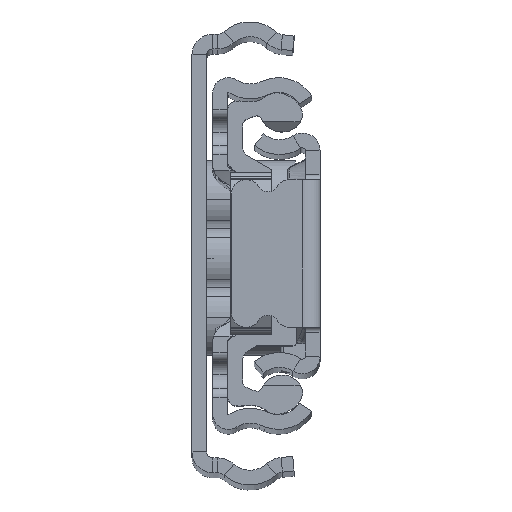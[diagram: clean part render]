
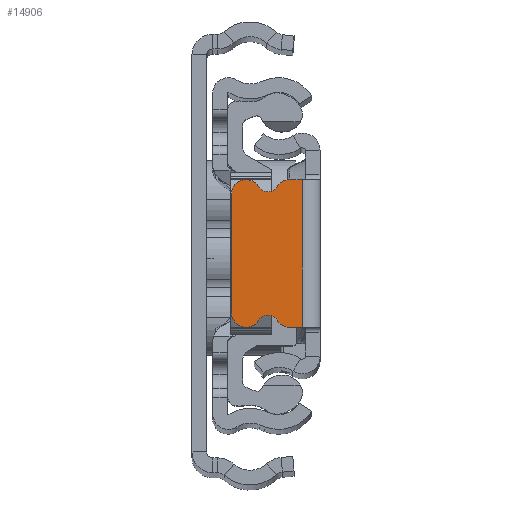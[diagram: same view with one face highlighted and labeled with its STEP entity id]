
A CAD part, top view. The second image highlights one B-rep face of the part: STEP entity #14906.
In plain terms, the highlighted planar face has unit normal (0, 0, 1).
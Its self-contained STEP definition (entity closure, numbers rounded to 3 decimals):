
#130 = DIRECTION ( 'NONE',  ( 0., 0., 1. ) ) ;
#578 = EDGE_CURVE ( 'NONE', #8898, #16437, #11408, .T. ) ;
#657 = CARTESIAN_POINT ( 'NONE',  ( -1.8, -10.425, 0. ) ) ;
#1127 = VERTEX_POINT ( 'NONE', #10009 ) ;
#1136 = EDGE_CURVE ( 'NONE', #8049, #8898, #8499, .T. ) ;
#1349 = CIRCLE ( 'NONE', #5585, 1.5 ) ;
#1632 = EDGE_CURVE ( 'NONE', #10968, #1127, #9240, .T. ) ;
#1637 = CARTESIAN_POINT ( 'NONE',  ( 293.5, -10.425, 0. ) ) ;
#1983 = ORIENTED_EDGE ( 'NONE', *, *, #17765, .T. ) ;
#2112 = VERTEX_POINT ( 'NONE', #13068 ) ;
#2216 = CIRCLE ( 'NONE', #17850, 1.5 ) ;
#2774 = EDGE_CURVE ( 'NONE', #7339, #8620, #2216, .T. ) ;
#3478 = DIRECTION ( 'NONE',  ( 0., 0., 1. ) ) ;
#3490 = VERTEX_POINT ( 'NONE', #16339 ) ;
#3497 = DIRECTION ( 'NONE',  ( 0., 0., 1. ) ) ;
#3574 = CARTESIAN_POINT ( 'NONE',  ( -7.5, 6., 0. ) ) ;
#3710 = CARTESIAN_POINT ( 'NONE',  ( -7.5, -6., 0. ) ) ;
#4240 = ORIENTED_EDGE ( 'NONE', *, *, #578, .T. ) ;
#4254 = CARTESIAN_POINT ( 'NONE',  ( -7.5, -6., 0. ) ) ;
#4376 = DIRECTION ( 'NONE',  ( 0., 0., 1. ) ) ;
#4469 = DIRECTION ( 'NONE',  ( -1., 0., 0. ) ) ;
#4496 = EDGE_CURVE ( 'NONE', #11557, #8049, #4619, .T. ) ;
#4619 = CIRCLE ( 'NONE', #14061, 1.1 ) ;
#5065 = ORIENTED_EDGE ( 'NONE', *, *, #15532, .T. ) ;
#5585 = AXIS2_PLACEMENT_3D ( 'NONE', #14917, #17779, #8789 ) ;
#5686 = ORIENTED_EDGE ( 'NONE', *, *, #1136, .T. ) ;
#5927 = AXIS2_PLACEMENT_3D ( 'NONE', #1637, #130, #18558 ) ;
#6170 = CARTESIAN_POINT ( 'NONE',  ( -5.29, 6.27, 0. ) ) ;
#6447 = CARTESIAN_POINT ( 'NONE',  ( -7.5, -7.5, 0. ) ) ;
#6531 = ORIENTED_EDGE ( 'NONE', *, *, #16259, .T. ) ;
#6832 = AXIS2_PLACEMENT_3D ( 'NONE', #9715, #14601, #6862 ) ;
#6862 = DIRECTION ( 'NONE',  ( 0., 1., 0. ) ) ;
#6886 = VECTOR ( 'NONE', #19316, 1000. ) ;
#7339 = VERTEX_POINT ( 'NONE', #6447 ) ;
#7599 = CARTESIAN_POINT ( 'NONE',  ( -1.8, 7.5, 0. ) ) ;
#7918 = EDGE_LOOP ( 'NONE', ( #10970, #5065, #1983, #12860, #5686, #4240, #6531, #19070, #9112, #8042, #11187, #15584 ) ) ;
#8042 = ORIENTED_EDGE ( 'NONE', *, *, #11684, .T. ) ;
#8049 = VERTEX_POINT ( 'NONE', #6170 ) ;
#8499 = CIRCLE ( 'NONE', #17958, 1.1 ) ;
#8620 = VERTEX_POINT ( 'NONE', #9870 ) ;
#8666 = CARTESIAN_POINT ( 'NONE',  ( -3.08, -7.5, 0. ) ) ;
#8789 = DIRECTION ( 'NONE',  ( 0., 1., 0. ) ) ;
#8898 = VERTEX_POINT ( 'NONE', #14016 ) ;
#9112 = ORIENTED_EDGE ( 'NONE', *, *, #2774, .T. ) ;
#9130 = DIRECTION ( 'NONE',  ( 1., 0., 0. ) ) ;
#9240 = LINE ( 'NONE', #18915, #17496 ) ;
#9715 = CARTESIAN_POINT ( 'NONE',  ( -3.08, -6., 0. ) ) ;
#9808 = DIRECTION ( 'NONE',  ( 0., 1., 0. ) ) ;
#9870 = CARTESIAN_POINT ( 'NONE',  ( -6.225, -6.79, 0. ) ) ;
#10009 = CARTESIAN_POINT ( 'NONE',  ( -1.8, -7.5, 0. ) ) ;
#10509 = EDGE_CURVE ( 'NONE', #3490, #10968, #14632, .T. ) ;
#10882 = CARTESIAN_POINT ( 'NONE',  ( -5.29, 7.37, 0. ) ) ;
#10968 = VERTEX_POINT ( 'NONE', #8666 ) ;
#10970 = ORIENTED_EDGE ( 'NONE', *, *, #17790, .F. ) ;
#11123 = AXIS2_PLACEMENT_3D ( 'NONE', #3710, #3497, #13088 ) ;
#11187 = ORIENTED_EDGE ( 'NONE', *, *, #10509, .T. ) ;
#11408 = CIRCLE ( 'NONE', #13362, 1.5 ) ;
#11540 = DIRECTION ( 'NONE',  ( 0., 0., -1. ) ) ;
#11557 = VERTEX_POINT ( 'NONE', #19599 ) ;
#11574 = CARTESIAN_POINT ( 'NONE',  ( -9., 6., 0. ) ) ;
#11684 = EDGE_CURVE ( 'NONE', #8620, #3490, #13072, .T. ) ;
#12064 = CARTESIAN_POINT ( 'NONE',  ( -9., 6., 0. ) ) ;
#12337 = PLANE ( 'NONE',  #5927 ) ;
#12860 = ORIENTED_EDGE ( 'NONE', *, *, #4496, .T. ) ;
#12983 = VERTEX_POINT ( 'NONE', #7599 ) ;
#13068 = CARTESIAN_POINT ( 'NONE',  ( -9., -6., 0. ) ) ;
#13072 = CIRCLE ( 'NONE', #16342, 1.1 ) ;
#13088 = DIRECTION ( 'NONE',  ( 0., 1., 0. ) ) ;
#13362 = AXIS2_PLACEMENT_3D ( 'NONE', #3574, #3478, #9808 ) ;
#14016 = CARTESIAN_POINT ( 'NONE',  ( -6.225, 6.79, 0. ) ) ;
#14051 = DIRECTION ( 'NONE',  ( 0., 1., 0. ) ) ;
#14061 = AXIS2_PLACEMENT_3D ( 'NONE', #10882, #16801, #17101 ) ;
#14288 = EDGE_CURVE ( 'NONE', #2112, #7339, #16006, .T. ) ;
#14601 = DIRECTION ( 'NONE',  ( 0., 0., 1. ) ) ;
#14610 = LINE ( 'NONE', #657, #6886 ) ;
#14632 = CIRCLE ( 'NONE', #6832, 1.5 ) ;
#14906 = ADVANCED_FACE ( 'NONE', ( #15595 ), #12337, .T. ) ;
#14917 = CARTESIAN_POINT ( 'NONE',  ( -3.08, 6., 0. ) ) ;
#15493 = LINE ( 'NONE', #18846, #17368 ) ;
#15513 = DIRECTION ( 'NONE',  ( 0., 0., -1. ) ) ;
#15532 = EDGE_CURVE ( 'NONE', #12983, #16904, #15493, .T. ) ;
#15584 = ORIENTED_EDGE ( 'NONE', *, *, #1632, .T. ) ;
#15595 = FACE_OUTER_BOUND ( 'NONE', #7918, .T. ) ;
#16006 = CIRCLE ( 'NONE', #11123, 1.5 ) ;
#16200 = CARTESIAN_POINT ( 'NONE',  ( -3.08, 7.5, 0. ) ) ;
#16233 = CARTESIAN_POINT ( 'NONE',  ( -5.29, 7.37, 0. ) ) ;
#16259 = EDGE_CURVE ( 'NONE', #16437, #2112, #16475, .T. ) ;
#16339 = CARTESIAN_POINT ( 'NONE',  ( -4.355, -6.79, 0. ) ) ;
#16342 = AXIS2_PLACEMENT_3D ( 'NONE', #20088, #15513, #18569 ) ;
#16437 = VERTEX_POINT ( 'NONE', #12064 ) ;
#16445 = DIRECTION ( 'NONE',  ( 0., 1., 0. ) ) ;
#16475 = LINE ( 'NONE', #11574, #17337 ) ;
#16801 = DIRECTION ( 'NONE',  ( 0., 0., -1. ) ) ;
#16904 = VERTEX_POINT ( 'NONE', #16200 ) ;
#17101 = DIRECTION ( 'NONE',  ( 0., 1., 0. ) ) ;
#17337 = VECTOR ( 'NONE', #18195, 1000. ) ;
#17368 = VECTOR ( 'NONE', #4469, 1000. ) ;
#17496 = VECTOR ( 'NONE', #9130, 1000. ) ;
#17765 = EDGE_CURVE ( 'NONE', #16904, #11557, #1349, .T. ) ;
#17779 = DIRECTION ( 'NONE',  ( 0., 0., 1. ) ) ;
#17790 = EDGE_CURVE ( 'NONE', #12983, #1127, #14610, .T. ) ;
#17850 = AXIS2_PLACEMENT_3D ( 'NONE', #4254, #4376, #14051 ) ;
#17958 = AXIS2_PLACEMENT_3D ( 'NONE', #16233, #11540, #16445 ) ;
#18195 = DIRECTION ( 'NONE',  ( 0., -1., 0. ) ) ;
#18558 = DIRECTION ( 'NONE',  ( 0., 1., 0. ) ) ;
#18569 = DIRECTION ( 'NONE',  ( 0., 1., 0. ) ) ;
#18846 = CARTESIAN_POINT ( 'NONE',  ( 0.7, 7.5, 0. ) ) ;
#18915 = CARTESIAN_POINT ( 'NONE',  ( 0.7, -7.5, 0. ) ) ;
#19070 = ORIENTED_EDGE ( 'NONE', *, *, #14288, .T. ) ;
#19316 = DIRECTION ( 'NONE',  ( 0., -1., 0. ) ) ;
#19599 = CARTESIAN_POINT ( 'NONE',  ( -4.355, 6.79, 0. ) ) ;
#20088 = CARTESIAN_POINT ( 'NONE',  ( -5.29, -7.37, 0. ) ) ;
